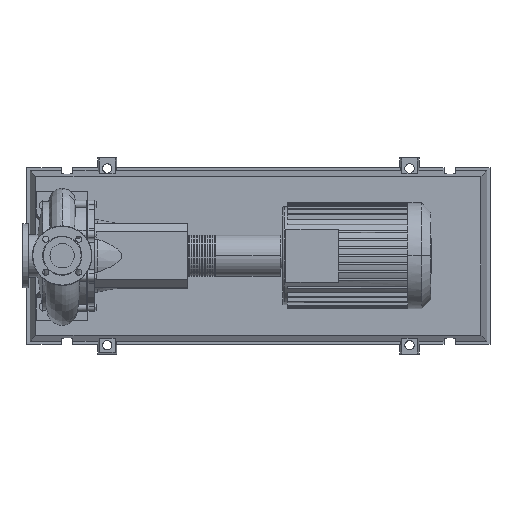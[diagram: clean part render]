
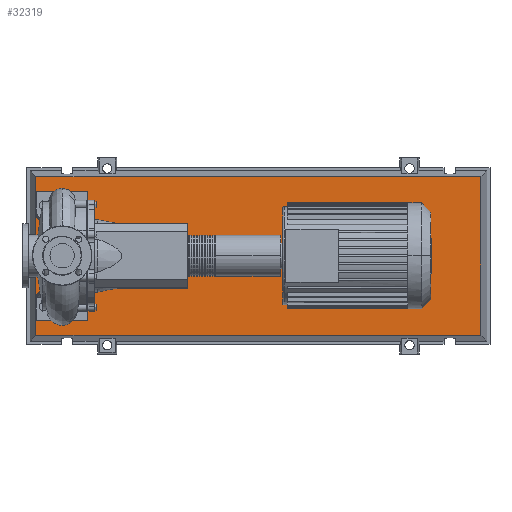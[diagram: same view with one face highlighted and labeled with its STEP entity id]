
A CAD part, top view. The second image highlights one B-rep face of the part: STEP entity #32319.
In plain terms, the highlighted planar face has unit normal (0, 0, 1).
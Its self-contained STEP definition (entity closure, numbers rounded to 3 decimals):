
#28486=CARTESIAN_POINT('',(1301.732,-246.732,103.0));
#28487=VERTEX_POINT('',#28486);
#28494=CARTESIAN_POINT('',(-81.732,-246.732,103.0));
#28495=VERTEX_POINT('',#28494);
#28496=CARTESIAN_POINT('',(1301.732,-246.732,103.0));
#28497=DIRECTION('',(-1.0,0.0,0.0));
#28498=VECTOR('',#28497,1383.465);
#28499=LINE('',#28496,#28498);
#28500=EDGE_CURVE('',#28487,#28495,#28499,.T.);
#32232=CARTESIAN_POINT('',(1301.732,246.732,103.0));
#32233=VERTEX_POINT('',#32232);
#32234=CARTESIAN_POINT('',(1301.732,246.732,103.0));
#32235=DIRECTION('',(0.0,-1.0,0.0));
#32236=VECTOR('',#32235,493.465);
#32237=LINE('',#32234,#32236);
#32238=EDGE_CURVE('',#32233,#28487,#32237,.T.);
#32256=CARTESIAN_POINT('',(-81.732,246.732,103.0));
#32257=VERTEX_POINT('',#32256);
#32258=CARTESIAN_POINT('',(-81.732,-246.732,103.0));
#32259=DIRECTION('',(0.0,1.0,0.0));
#32260=VECTOR('',#32259,493.465);
#32261=LINE('',#32258,#32260);
#32262=EDGE_CURVE('',#28495,#32257,#32261,.T.);
#32295=CARTESIAN_POINT('',(-81.732,246.732,103.0));
#32296=DIRECTION('',(1.0,0.0,0.0));
#32297=VECTOR('',#32296,1383.465);
#32298=LINE('',#32295,#32297);
#32299=EDGE_CURVE('',#32257,#32233,#32298,.T.);
#32308=CARTESIAN_POINT('',(610.,0.0,103.0));
#32309=DIRECTION('',(0.0,0.0,1.0));
#32310=DIRECTION('',(1.0,0.0,0.0));
#32311=AXIS2_PLACEMENT_3D('',#32308,#32309,#32310);
#32312=PLANE('',#32311);
#32313=ORIENTED_EDGE('',*,*,#32238,.F.);
#32314=ORIENTED_EDGE('',*,*,#32299,.F.);
#32315=ORIENTED_EDGE('',*,*,#32262,.F.);
#32316=ORIENTED_EDGE('',*,*,#28500,.F.);
#32317=EDGE_LOOP('',(#32313,#32314,#32315,#32316));
#32318=FACE_OUTER_BOUND('',#32317,.T.);
#32319=ADVANCED_FACE('',(#32318),#32312,.T.);
